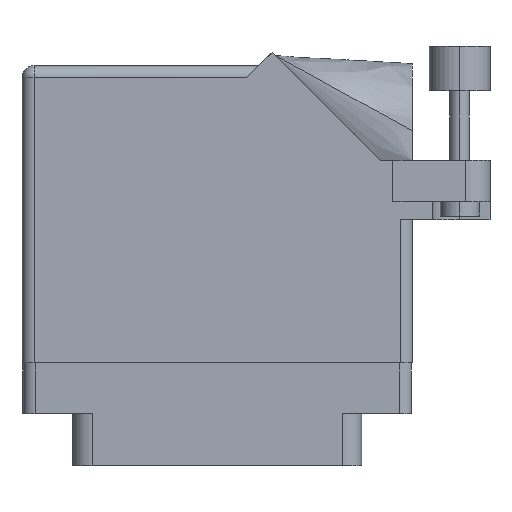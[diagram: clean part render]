
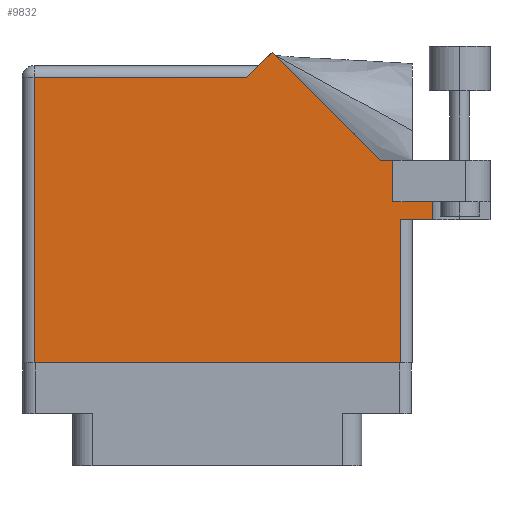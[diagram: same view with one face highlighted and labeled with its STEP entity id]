
A CAD part, front view. The second image highlights one B-rep face of the part: STEP entity #9832.
In plain terms, the highlighted face is planar.
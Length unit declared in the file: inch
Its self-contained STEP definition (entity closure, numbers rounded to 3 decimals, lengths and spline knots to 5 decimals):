
#464 = CARTESIAN_POINT ( 'NONE',  ( 1.155, 1.468, 0. ) ) ;
#850 = CARTESIAN_POINT ( 'NONE',  ( 2.1115, 0.737, 0. ) ) ;
#1841 = CARTESIAN_POINT ( 'NONE',  ( 2.1115, 1.16177, 0. ) ) ;
#1941 = CARTESIAN_POINT ( 'NONE',  ( 0.062, 1.468, 0. ) ) ;
#2202 = VERTEX_POINT ( 'NONE', #1941 ) ;
#2455 = VECTOR ( 'NONE', #34824, 39.37008 ) ;
#2806 = LINE ( 'NONE', #24597, #16451 ) ;
#2931 = DIRECTION ( 'NONE',  ( 1., 0., 0. ) ) ;
#2990 = LINE ( 'NONE', #13643, #31927 ) ;
#3114 = CARTESIAN_POINT ( 'NONE',  ( 2.01, 0.737, 0. ) ) ;
#3618 = VECTOR ( 'NONE', #31807, 39.37008 ) ;
#3966 = VERTEX_POINT ( 'NONE', #22374 ) ;
#4109 = LINE ( 'NONE', #9093, #29233 ) ;
#4356 = VERTEX_POINT ( 'NONE', #13485 ) ;
#4959 = VERTEX_POINT ( 'NONE', #21617 ) ;
#5410 = VECTOR ( 'NONE', #26794, 39.37008 ) ;
#5852 = DIRECTION ( 'NONE',  ( 1., 0., 0. ) ) ;
#6299 = VERTEX_POINT ( 'NONE', #9608 ) ;
#6631 = ORIENTED_EDGE ( 'NONE', *, *, #17858, .T. ) ;
#6832 = CARTESIAN_POINT ( 'NONE',  ( 1.84442, 1.044, 0. ) ) ;
#7757 = FACE_OUTER_BOUND ( 'NONE', #21147, .T. ) ;
#7871 = VERTEX_POINT ( 'NONE', #850 ) ;
#8016 = DIRECTION ( 'NONE',  ( 0., 1., 0. ) ) ;
#8153 = LINE ( 'NONE', #28181, #18441 ) ;
#9093 = CARTESIAN_POINT ( 'NONE',  ( 1.217, 1.53, 0. ) ) ;
#9608 = CARTESIAN_POINT ( 'NONE',  ( 1.91, 1.044, 0. ) ) ;
#9832 = ADVANCED_FACE ( 'NONE', ( #7757 ), #33429, .F. ) ;
#9936 = EDGE_CURVE ( 'NONE', #32902, #2202, #8153, .T. ) ;
#10441 = VERTEX_POINT ( 'NONE', #19007 ) ;
#10623 = VECTOR ( 'NONE', #16343, 39.37008 ) ;
#10649 = VECTOR ( 'NONE', #8016, 39.37008 ) ;
#10849 = LINE ( 'NONE', #1841, #3618 ) ;
#10892 = ORIENTED_EDGE ( 'NONE', *, *, #31467, .F. ) ;
#12132 = ORIENTED_EDGE ( 'NONE', *, *, #18783, .T. ) ;
#12241 = DIRECTION ( 'NONE',  ( -1., 0., 0. ) ) ;
#12426 = CARTESIAN_POINT ( 'NONE',  ( 1.91, 0.831, 0. ) ) ;
#12529 = CARTESIAN_POINT ( 'NONE',  ( 1.948, 0.737, 0. ) ) ;
#13276 = CARTESIAN_POINT ( 'NONE',  ( 1.948, 0.737, 0. ) ) ;
#13485 = CARTESIAN_POINT ( 'NONE',  ( 1.84442, 1.044, 0. ) ) ;
#13599 = EDGE_CURVE ( 'NONE', #2202, #17124, #28083, .T. ) ;
#13643 = CARTESIAN_POINT ( 'NONE',  ( 2.41, 1.044, 0. ) ) ;
#13900 = DIRECTION ( 'NONE',  ( -1., 0., 0. ) ) ;
#14073 = LINE ( 'NONE', #13276, #20850 ) ;
#15602 = EDGE_CURVE ( 'NONE', #6299, #4356, #2990, .T. ) ;
#15610 = ORIENTED_EDGE ( 'NONE', *, *, #9936, .T. ) ;
#15973 = EDGE_CURVE ( 'NONE', #3966, #20530, #14073, .T. ) ;
#16343 = DIRECTION ( 'NONE',  ( 0., -1., 0. ) ) ;
#16364 = VERTEX_POINT ( 'NONE', #12426 ) ;
#16451 = VECTOR ( 'NONE', #2931, 39.37008 ) ;
#16906 = DIRECTION ( 'NONE',  ( -1., 0., 0. ) ) ;
#17029 = AXIS2_PLACEMENT_3D ( 'NONE', #27836, #19610, #16906 ) ;
#17124 = VERTEX_POINT ( 'NONE', #21399 ) ;
#17432 = DIRECTION ( 'NONE',  ( -0.707, -0.707, 0. ) ) ;
#17461 = ORIENTED_EDGE ( 'NONE', *, *, #15973, .T. ) ;
#17806 = VECTOR ( 'NONE', #5852, 39.37008 ) ;
#17858 = EDGE_CURVE ( 'NONE', #4959, #32902, #4109, .T. ) ;
#18441 = VECTOR ( 'NONE', #12241, 39.37008 ) ;
#18783 = EDGE_CURVE ( 'NONE', #17124, #3966, #2806, .T. ) ;
#19007 = CARTESIAN_POINT ( 'NONE',  ( 2.1115, 0.831, 0. ) ) ;
#19454 = CARTESIAN_POINT ( 'NONE',  ( 1.91, 0.831, 0. ) ) ;
#19578 = ORIENTED_EDGE ( 'NONE', *, *, #30685, .T. ) ;
#19610 = DIRECTION ( 'NONE',  ( 0., 0., -1. ) ) ;
#19923 = ORIENTED_EDGE ( 'NONE', *, *, #20328, .T. ) ;
#20328 = EDGE_CURVE ( 'NONE', #4356, #4959, #32199, .T. ) ;
#20530 = VERTEX_POINT ( 'NONE', #12529 ) ;
#20850 = VECTOR ( 'NONE', #24349, 39.37008 ) ;
#21147 = EDGE_LOOP ( 'NONE', ( #12132, #17461, #29194, #34074, #10892, #19578, #23197, #19923, #6631, #15610, #32395 ) ) ;
#21399 = CARTESIAN_POINT ( 'NONE',  ( 0.062, 0., 0. ) ) ;
#21617 = CARTESIAN_POINT ( 'NONE',  ( 1.28771, 1.60071, 0. ) ) ;
#21664 = CARTESIAN_POINT ( 'NONE',  ( 0.062, 0., 0. ) ) ;
#21882 = EDGE_CURVE ( 'NONE', #10441, #7871, #10849, .T. ) ;
#22374 = CARTESIAN_POINT ( 'NONE',  ( 1.948, 0., 0. ) ) ;
#23197 = ORIENTED_EDGE ( 'NONE', *, *, #15602, .T. ) ;
#24006 = CARTESIAN_POINT ( 'NONE',  ( 1.91, 0.831, 0. ) ) ;
#24197 = LINE ( 'NONE', #24006, #2455 ) ;
#24349 = DIRECTION ( 'NONE',  ( 0., 1., 0. ) ) ;
#24597 = CARTESIAN_POINT ( 'NONE',  ( 0., 0., 0. ) ) ;
#25020 = LINE ( 'NONE', #3114, #17806 ) ;
#26321 = EDGE_CURVE ( 'NONE', #20530, #7871, #25020, .T. ) ;
#26794 = DIRECTION ( 'NONE',  ( -0.707, 0.707, 0. ) ) ;
#27836 = CARTESIAN_POINT ( 'NONE',  ( 0., 1.53, 0. ) ) ;
#28083 = LINE ( 'NONE', #21664, #10623 ) ;
#28181 = CARTESIAN_POINT ( 'NONE',  ( 0., 1.468, 0. ) ) ;
#29194 = ORIENTED_EDGE ( 'NONE', *, *, #26321, .T. ) ;
#29233 = VECTOR ( 'NONE', #17432, 39.37008 ) ;
#30685 = EDGE_CURVE ( 'NONE', #16364, #6299, #31030, .T. ) ;
#31030 = LINE ( 'NONE', #19454, #10649 ) ;
#31467 = EDGE_CURVE ( 'NONE', #16364, #10441, #24197, .T. ) ;
#31807 = DIRECTION ( 'NONE',  ( 0., -1., 0. ) ) ;
#31927 = VECTOR ( 'NONE', #13900, 39.37008 ) ;
#32199 = LINE ( 'NONE', #6832, #5410 ) ;
#32395 = ORIENTED_EDGE ( 'NONE', *, *, #13599, .T. ) ;
#32902 = VERTEX_POINT ( 'NONE', #464 ) ;
#33429 = PLANE ( 'NONE',  #17029 ) ;
#34074 = ORIENTED_EDGE ( 'NONE', *, *, #21882, .F. ) ;
#34824 = DIRECTION ( 'NONE',  ( 1., 0., 0. ) ) ;
